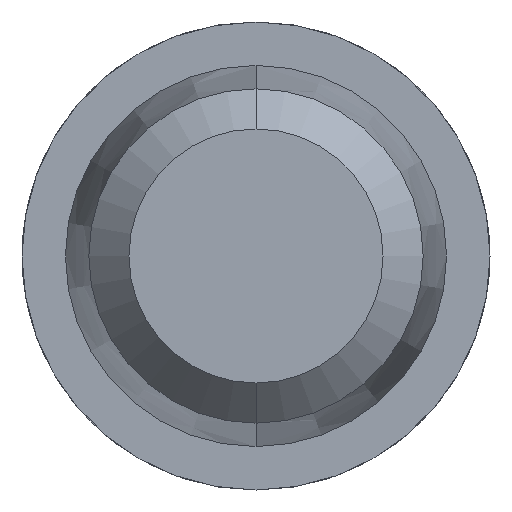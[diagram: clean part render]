
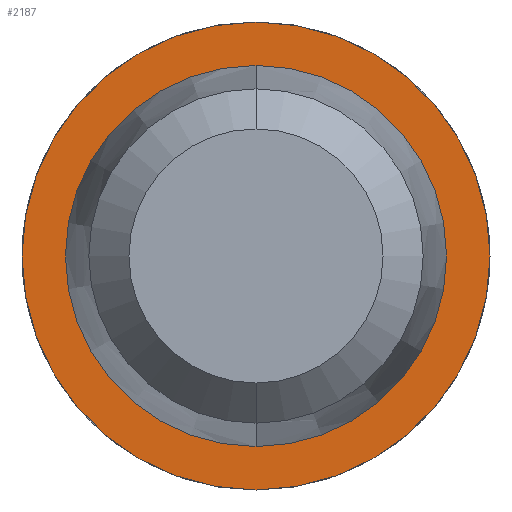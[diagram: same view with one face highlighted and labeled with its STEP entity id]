
A CAD part, front view. The second image highlights one B-rep face of the part: STEP entity #2187.
In plain terms, the highlighted planar face has unit normal (0, -1, 0).
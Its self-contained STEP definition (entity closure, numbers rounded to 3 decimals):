
#15 = DIRECTION ( 'NONE',  ( 0., 0., -1. ) ) ;
#19 = VERTEX_POINT ( 'NONE', #2532 ) ;
#78 = VERTEX_POINT ( 'NONE', #1533 ) ;
#139 = EDGE_LOOP ( 'NONE', ( #172, #3914 ) ) ;
#153 = DIRECTION ( 'NONE',  ( 0., -1., 0. ) ) ;
#172 = ORIENTED_EDGE ( 'NONE', *, *, #543, .F. ) ;
#178 = DIRECTION ( 'NONE',  ( 0., -1., 0. ) ) ;
#328 = CARTESIAN_POINT ( 'NONE',  ( 0., 26., 0. ) ) ;
#391 = CARTESIAN_POINT ( 'NONE',  ( 0.57, 26., 0. ) ) ;
#402 = EDGE_CURVE ( 'Defeature ausgef�hrt2_9+Defeature ausgef�hrt2_10+Defeature ausgef�hrt2_10+Defeature ausgef�hrt2_10', #4153, #19, #3748, .T. ) ;
#525 = DIRECTION ( 'NONE',  ( 0., 0., -1. ) ) ;
#543 = EDGE_CURVE ( 'Defeature ausgef�hrt2_9+Defeature ausgef�hrt2_10+Defeature ausgef�hrt2_10+Defeature ausgef�hrt2_10', #19, #4153, #2229, .T. ) ;
#604 = EDGE_CURVE ( 'Defeature ausgef�hrt2_10+Defeature ausgef�hrt2_11+Defeature ausgef�hrt2_11+Defeature ausgef�hrt2_11', #78, #3446, #2822, .T. ) ;
#637 = DIRECTION ( 'NONE',  ( 0., 0., -1. ) ) ;
#883 = FACE_BOUND ( 'NONE', #139, .T. ) ;
#939 = AXIS2_PLACEMENT_3D ( 'NONE', #4075, #2059, #637 ) ;
#1206 = FACE_OUTER_BOUND ( 'NONE', #3177, .T. ) ;
#1329 = ORIENTED_EDGE ( 'NONE', *, *, #604, .T. ) ;
#1356 = EDGE_CURVE ( 'Defeature ausgef�hrt2_10+Defeature ausgef�hrt2_11+Defeature ausgef�hrt2_11+Defeature ausgef�hrt2_11', #3446, #78, #2186, .T. ) ;
#1441 = AXIS2_PLACEMENT_3D ( 'NONE', #328, #2688, #15 ) ;
#1533 = CARTESIAN_POINT ( 'NONE',  ( 0., 26., -0.7 ) ) ;
#1865 = CARTESIAN_POINT ( 'NONE',  ( 0., 26., 0. ) ) ;
#1884 = DIRECTION ( 'NONE',  ( 0., 0., -1. ) ) ;
#2059 = DIRECTION ( 'NONE',  ( 0., -1., 0. ) ) ;
#2133 = AXIS2_PLACEMENT_3D ( 'NONE', #1865, #178, #1884 ) ;
#2186 = CIRCLE ( 'NONE', #3136, 0.7 ) ;
#2187 = ADVANCED_FACE ( 'Defeature ausgef�hrt2_10', ( #1206, #883 ), #3923, .T. ) ;
#2229 = CIRCLE ( 'NONE', #939, 0.57 ) ;
#2365 = CARTESIAN_POINT ( 'NONE',  ( 0., 26., -0.57 ) ) ;
#2532 = CARTESIAN_POINT ( 'NONE',  ( 0., 26., 0.57 ) ) ;
#2688 = DIRECTION ( 'NONE',  ( 0., -1., 0. ) ) ;
#2822 = CIRCLE ( 'NONE', #1441, 0.7 ) ;
#3109 = AXIS2_PLACEMENT_3D ( 'NONE', #391, #3140, #4181 ) ;
#3136 = AXIS2_PLACEMENT_3D ( 'NONE', #3968, #153, #525 ) ;
#3140 = DIRECTION ( 'NONE',  ( 0., -1., 0. ) ) ;
#3177 = EDGE_LOOP ( 'NONE', ( #1329, #3339 ) ) ;
#3339 = ORIENTED_EDGE ( 'NONE', *, *, #1356, .T. ) ;
#3446 = VERTEX_POINT ( 'NONE', #4243 ) ;
#3748 = CIRCLE ( 'NONE', #2133, 0.57 ) ;
#3914 = ORIENTED_EDGE ( 'NONE', *, *, #402, .F. ) ;
#3923 = PLANE ( 'NONE',  #3109 ) ;
#3968 = CARTESIAN_POINT ( 'NONE',  ( 0., 26., 0. ) ) ;
#4075 = CARTESIAN_POINT ( 'NONE',  ( 0., 26., 0. ) ) ;
#4153 = VERTEX_POINT ( 'NONE', #2365 ) ;
#4181 = DIRECTION ( 'NONE',  ( 0., 0., -1. ) ) ;
#4243 = CARTESIAN_POINT ( 'NONE',  ( 0., 26., 0.7 ) ) ;
